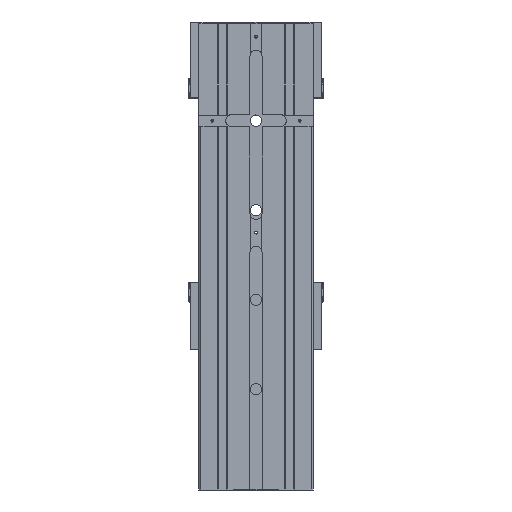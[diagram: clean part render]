
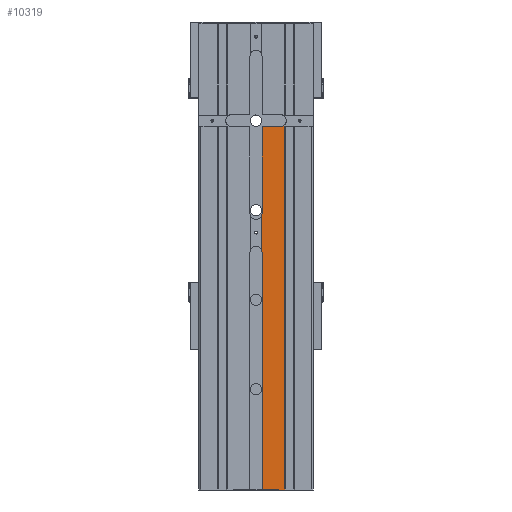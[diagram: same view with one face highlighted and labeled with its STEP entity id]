
A CAD part, front view. The second image highlights one B-rep face of the part: STEP entity #10319.
In plain terms, the highlighted planar face has unit normal (0, -1, 0).
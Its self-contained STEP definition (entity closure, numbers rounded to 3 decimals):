
#6797 = EDGE_CURVE ( 'NONE', #9166, #9177, #7682, .T. ) ;
#6799 = EDGE_CURVE ( 'NONE', #9173, #9155, #7679, .T. ) ;
#6800 = EDGE_CURVE ( 'NONE', #9155, #9183, #7685, .T. ) ;
#6801 = EDGE_CURVE ( 'NONE', #9181, #9183, #7689, .T. ) ;
#6802 = EDGE_CURVE ( 'NONE', #9167, #9181, #7691, .T. ) ;
#6803 = EDGE_CURVE ( 'NONE', #9177, #9167, #7692, .T. ) ;
#6804 = EDGE_CURVE ( 'NONE', #9178, #9166, #7694, .T. ) ;
#6805 = EDGE_CURVE ( 'NONE', #9189, #9178, #7696, .T. ) ;
#6806 = EDGE_CURVE ( 'NONE', #9189, #9194, #7698, .T. ) ;
#6807 = EDGE_CURVE ( 'NONE', #9194, #9173, #7699, .T. ) ;
#7134 = ORIENTED_EDGE ( 'NONE', *, *, #6799, .T. ) ;
#7135 = ORIENTED_EDGE ( 'NONE', *, *, #6800, .T. ) ;
#7136 = ORIENTED_EDGE ( 'NONE', *, *, #6801, .F. ) ;
#7137 = ORIENTED_EDGE ( 'NONE', *, *, #6802, .F. ) ;
#7679 = LINE ( 'NONE', #17507, #7688 ) ;
#7682 = CIRCLE ( 'NONE', #15461, 9. ) ;
#7685 = LINE ( 'NONE', #17506, #7690 ) ;
#7688 = VECTOR ( 'NONE', #17512, 1000. ) ;
#7689 = CIRCLE ( 'NONE', #15462, 9. ) ;
#7690 = VECTOR ( 'NONE', #17514, 1000. ) ;
#7691 = LINE ( 'NONE', #17513, #7693 ) ;
#7692 = LINE ( 'NONE', #17520, #7695 ) ;
#7693 = VECTOR ( 'NONE', #17511, 1000. ) ;
#7694 = LINE ( 'NONE', #17522, #7697 ) ;
#7695 = VECTOR ( 'NONE', #17521, 1000. ) ;
#7696 = CIRCLE ( 'NONE', #15463, 9. ) ;
#7697 = VECTOR ( 'NONE', #17523, 1000. ) ;
#7698 = LINE ( 'NONE', #17515, #7700 ) ;
#7699 = LINE ( 'NONE', #17529, #7702 ) ;
#7700 = VECTOR ( 'NONE', #17516, 1000. ) ;
#7702 = VECTOR ( 'NONE', #17530, 1000. ) ;
#8180 = FACE_OUTER_BOUND ( 'NONE', #32381, .T. ) ;
#9155 = VERTEX_POINT ( 'NONE', #11931 ) ;
#9166 = VERTEX_POINT ( 'NONE', #11936 ) ;
#9167 = VERTEX_POINT ( 'NONE', #11937 ) ;
#9173 = VERTEX_POINT ( 'NONE', #11941 ) ;
#9177 = VERTEX_POINT ( 'NONE', #11943 ) ;
#9178 = VERTEX_POINT ( 'NONE', #11944 ) ;
#9181 = VERTEX_POINT ( 'NONE', #11945 ) ;
#9183 = VERTEX_POINT ( 'NONE', #11946 ) ;
#9189 = VERTEX_POINT ( 'NONE', #11949 ) ;
#9194 = VERTEX_POINT ( 'NONE', #11951 ) ;
#10319 = ADVANCED_FACE ( 'NONE', ( #8180 ), #12260, .T. ) ;
#11931 = CARTESIAN_POINT ( 'NONE',  ( 42.5, -35., -153. ) ) ;
#11936 = CARTESIAN_POINT ( 'NONE',  ( 8., -35., -287.29 ) ) ;
#11937 = CARTESIAN_POINT ( 'NONE',  ( 9., -35., -154. ) ) ;
#11941 = CARTESIAN_POINT ( 'NONE',  ( 42.5, -35., -695. ) ) ;
#11943 = CARTESIAN_POINT ( 'NONE',  ( 9., -35., -283.167 ) ) ;
#11944 = CARTESIAN_POINT ( 'NONE',  ( 8., -35., -337.044 ) ) ;
#11945 = CARTESIAN_POINT ( 'NONE',  ( 36., -35., -154. ) ) ;
#11946 = CARTESIAN_POINT ( 'NONE',  ( 40.123, -35., -153. ) ) ;
#11949 = CARTESIAN_POINT ( 'NONE',  ( 9., -35., -341.167 ) ) ;
#11951 = CARTESIAN_POINT ( 'NONE',  ( 9., -35., -695. ) ) ;
#12258 = CARTESIAN_POINT ( 'NONE',  ( -85., -35., -695. ) ) ;
#12260 = PLANE ( 'NONE',  #15566 ) ;
#12262 = DIRECTION ( 'NONE',  ( 0., -1., 0. ) ) ;
#12263 = DIRECTION ( 'NONE',  ( 0., 0., -1. ) ) ;
#15461 = AXIS2_PLACEMENT_3D ( 'NONE', #17508, #17509, #17510 ) ;
#15462 = AXIS2_PLACEMENT_3D ( 'NONE', #17517, #17518, #17519 ) ;
#15463 = AXIS2_PLACEMENT_3D ( 'NONE', #17526, #17527, #17528 ) ;
#15566 = AXIS2_PLACEMENT_3D ( 'NONE', #12258, #12262, #12263 ) ;
#17506 = CARTESIAN_POINT ( 'NONE',  ( 85., -35., -153. ) ) ;
#17507 = CARTESIAN_POINT ( 'NONE',  ( 42.5, -35., -695. ) ) ;
#17508 = CARTESIAN_POINT ( 'NONE',  ( 0., -35., -283.167 ) ) ;
#17509 = DIRECTION ( 'NONE',  ( 0., -1., 0. ) ) ;
#17510 = DIRECTION ( 'NONE',  ( 0., 0., -1. ) ) ;
#17511 = DIRECTION ( 'NONE',  ( 1., 0., 0. ) ) ;
#17512 = DIRECTION ( 'NONE',  ( 0., 0., 1. ) ) ;
#17513 = CARTESIAN_POINT ( 'NONE',  ( -36., -35., -154. ) ) ;
#17514 = DIRECTION ( 'NONE',  ( -1., 0., 0. ) ) ;
#17515 = CARTESIAN_POINT ( 'NONE',  ( 9., -35., -341.167 ) ) ;
#17516 = DIRECTION ( 'NONE',  ( 0., 0., -1. ) ) ;
#17517 = CARTESIAN_POINT ( 'NONE',  ( 36., -35., -145. ) ) ;
#17518 = DIRECTION ( 'NONE',  ( 0., -1., 0. ) ) ;
#17519 = DIRECTION ( 'NONE',  ( 0., 0., -1. ) ) ;
#17520 = CARTESIAN_POINT ( 'NONE',  ( 9., -35., -283.167 ) ) ;
#17521 = DIRECTION ( 'NONE',  ( 0., 0., 1. ) ) ;
#17522 = CARTESIAN_POINT ( 'NONE',  ( 8., -35., -695. ) ) ;
#17523 = DIRECTION ( 'NONE',  ( 0., 0., 1. ) ) ;
#17526 = CARTESIAN_POINT ( 'NONE',  ( 0., -35., -341.167 ) ) ;
#17527 = DIRECTION ( 'NONE',  ( 0., -1., 0. ) ) ;
#17528 = DIRECTION ( 'NONE',  ( 0., 0., -1. ) ) ;
#17529 = CARTESIAN_POINT ( 'NONE',  ( -85., -35., -695. ) ) ;
#17530 = DIRECTION ( 'NONE',  ( 1., 0., 0. ) ) ;
#19238 = ORIENTED_EDGE ( 'NONE', *, *, #6803, .F. ) ;
#19239 = ORIENTED_EDGE ( 'NONE', *, *, #6797, .F. ) ;
#19240 = ORIENTED_EDGE ( 'NONE', *, *, #6804, .F. ) ;
#19241 = ORIENTED_EDGE ( 'NONE', *, *, #6805, .F. ) ;
#19242 = ORIENTED_EDGE ( 'NONE', *, *, #6806, .T. ) ;
#19243 = ORIENTED_EDGE ( 'NONE', *, *, #6807, .T. ) ;
#32381 = EDGE_LOOP ( 'NONE', ( #7134, #7135, #7136, #7137, #19238, #19239, #19240, #19241, #19242, #19243 ) ) ;
